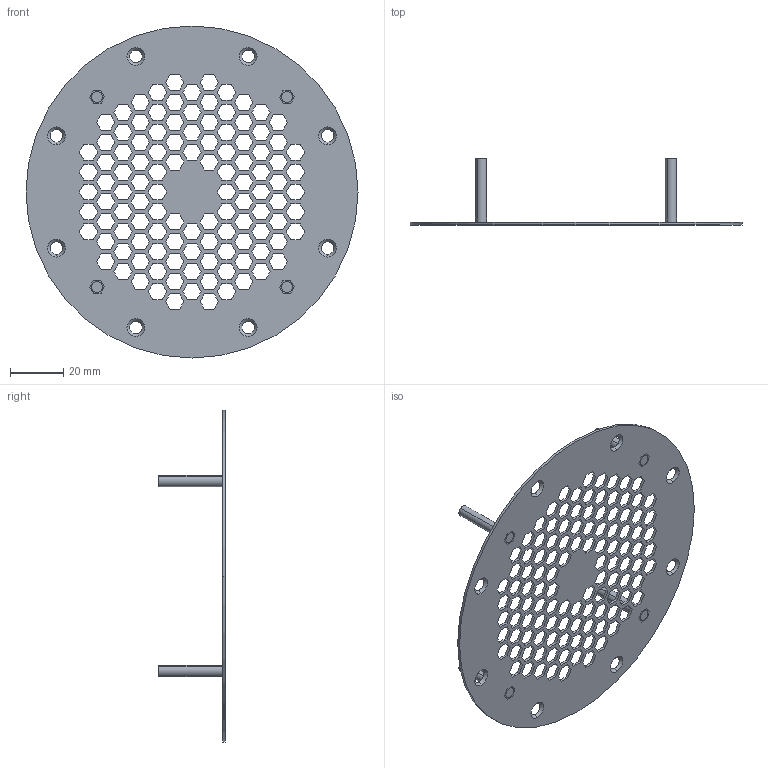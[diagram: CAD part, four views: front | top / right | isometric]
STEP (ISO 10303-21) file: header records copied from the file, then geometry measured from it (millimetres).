
FILE_DESCRIPTION (( 'STEP AP203' ), '1' );
FILE_NAME ('SL1-103-MA_v001 KRYCI PLECH VENTILATORU LIS.STEP', '2019-05-15T05:56:17', ( '' ), ( '' ), 'SwSTEP 2.0', 'SolidWorks 2017', '' );
FILE_SCHEMA (( 'CONFIG_CONTROL_DESIGN' ));
Length unit declared in the file: millimetre
Products named in the file (3): SL1-003-MA_v001 KRYCI PLECH VENTILATORU; CFBSOM3-25; SL1-103-MA_v001 KRYCI PLECH VENTILATORU LIS
Assembly tree (5 placements, depth 2):
  SL1-103-MA_v001 KRYCI PLECH VENTILATORU LIS
    SL1-003-MA_v001 KRYCI PLECH VENTILATORU
    CFBSOM3-25  x4
Bounding box: 125 x 25 x 125 mm (x, y, z)
Volume: 9390 mm3; surface area: 22315.6 mm2
Topology: 5 solids, 5 shells, 1020 faces, 2962 edges, 1956 vertices
Faces by surface type: plane 726, cylinder 174, bspline 68, cone 52
Entity records: 37364 total; most frequent: CARTESIAN_POINT 15571, ORIENTED_EDGE 4672, DIRECTION 3852, EDGE_CURVE 2336, VECTOR 2144, LINE 2144, VERTEX_POINT 1554, EDGE_LOOP 1044
